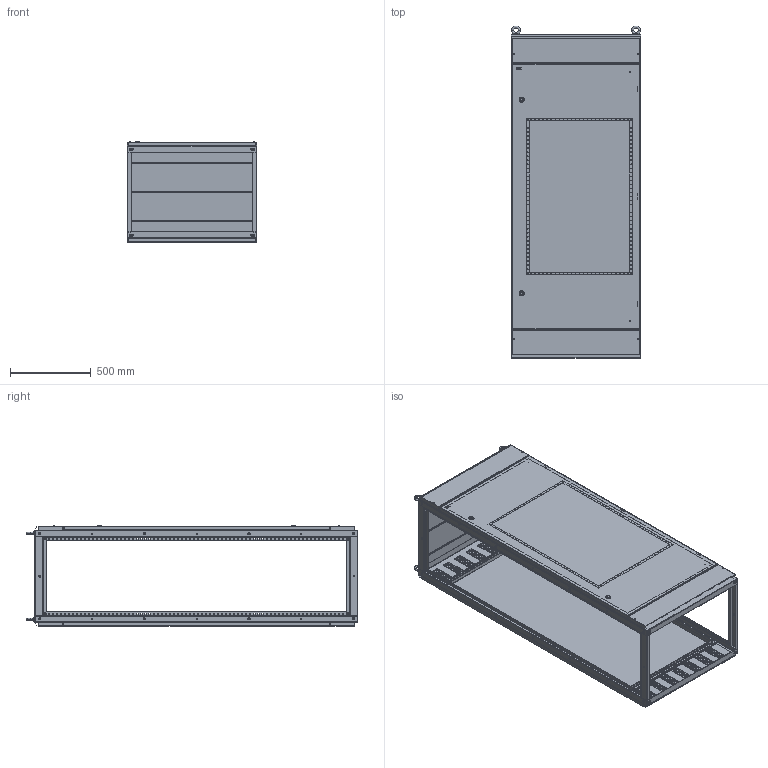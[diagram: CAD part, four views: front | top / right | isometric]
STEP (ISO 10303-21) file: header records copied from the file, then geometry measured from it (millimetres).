
FILE_DESCRIPTION (( 'STEP AP214' ), '1' );
FILE_NAME ('YKM50-2000-800-600-31-S Êîðïóñ ìåòàëëè÷åñêèé ÃÐÙ 2000õ800õ600 IP31 ÓÕË3 SMART.STEP', '2021-01-15T13:25:26', ( '' ), ( '' ), 'SwSTEP 2.0', 'SolidWorks 2017', '' );
FILE_SCHEMA (( 'AUTOMOTIVE_DESIGN' ));
Length unit declared in the file: millimetre
Products named in the file (3): Êàðêàñ ÃÐÙ 2000õ800õ600; YKM50-2000-800-600-31-S Êîðïóñ ìåòàëëè÷åñêèé ÃÐÙ 2000õ800õ600 IP31 ÓÕË3 SMART; Äâåðü äëÿ ÃÐÙ 2000õ800 IP31
Assembly tree (2 placements, depth 2):
  YKM50-2000-800-600-31-S Êîðïóñ ìåòàëëè÷åñêèé ÃÐÙ 2000õ800õ600 IP31 ÓÕË3 SMART
    Êàðêàñ ÃÐÙ 2000õ800õ600
    Äâåðü äëÿ ÃÐÙ 2000õ800 IP31
Bounding box: 800.4 x 2056 x 628 mm (x, y, z)
Volume: 9655640.1 mm3; surface area: 12134795.3 mm2
Topology: 64 solids, 70 shells, 5720 faces, 15257 edges, 9833 vertices
Faces by surface type: plane 3386, cylinder 1714, cone 344, torus 130, sphere 98, bspline 48
Entity records: 184104 total; most frequent: CARTESIAN_POINT 35525, ORIENTED_EDGE 30302, DIRECTION 29756, EDGE_CURVE 15151, LINE 10276, VECTOR 10276, VERTEX_POINT 9833, AXIS2_PLACEMENT_3D 9740
